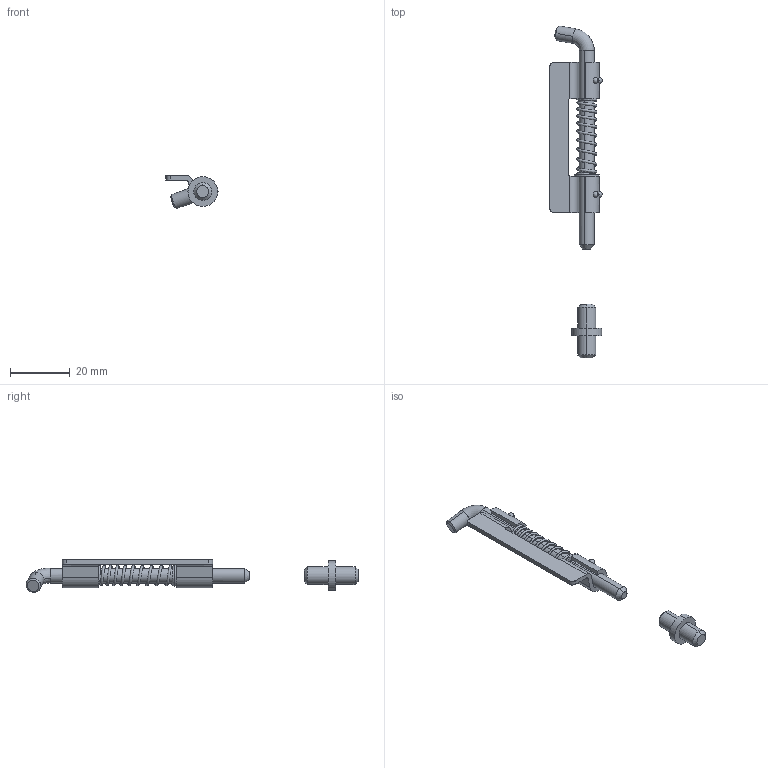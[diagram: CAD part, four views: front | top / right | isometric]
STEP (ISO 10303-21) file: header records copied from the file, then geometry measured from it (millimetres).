
FILE_DESCRIPTION (( 'STEP AP203' ), '1' );
FILE_NAME ('MM02.2.0.2,5.STEP', '2022-06-16T11:32:15', ( '' ), ( '' ), 'SwSTEP 2.0', 'SolidWorks 2021', '' );
FILE_SCHEMA (( 'CONFIG_CONTROL_DESIGN' ));
Length unit declared in the file: millimetre
Products named in the file (1): MM02.2.0.2,5
Bounding box: 17.5 x 111.42 x 11.04 mm (x, y, z)
Surface area: 4370 mm2 (no closed solid volume)
Topology: 0 solids, 6 shells, 91 faces, 275 edges, 186 vertices
Faces by surface type: cylinder 39, plane 32, sphere 8, cone 8, torus 2, bspline 2
Entity records: 7811 total; most frequent: CARTESIAN_POINT 5422, ORIENTED_EDGE 477, DIRECTION 471, EDGE_CURVE 259, AXIS2_PLACEMENT_3D 186, VERTEX_POINT 178, VECTOR 99, LINE 99
